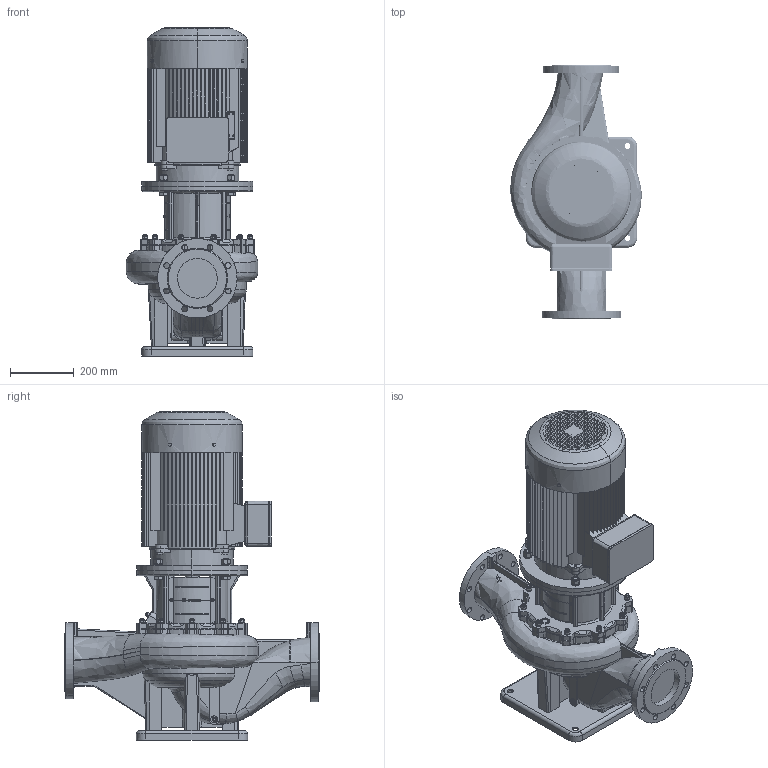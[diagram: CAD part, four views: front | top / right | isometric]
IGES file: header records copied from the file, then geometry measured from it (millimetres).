
Global section: file name: 015P2050 (RV 125-2304); native system: AutoCAD 2021 — Русский (Russian),62HAutod; preprocessor: esk Translation Framework DWG producer (atf_dwg_producer); organization: unknown; date: 20230822.212437; units: millimetre
Bounding box: 414.17 x 800 x 1033 mm (x, y, z)
Volume: 69434779.1 mm3; surface area: 4132688.4 mm2
Topology: 70 solids, 72 shells, 4010 faces, 12637 edges, 9229 vertices
Faces by surface type: bspline 3876, revolution 134
